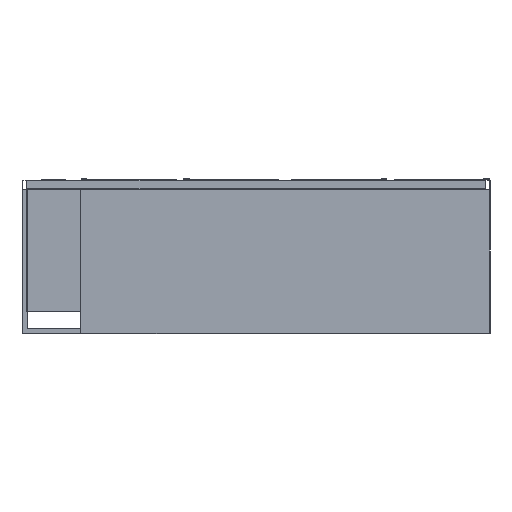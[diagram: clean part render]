
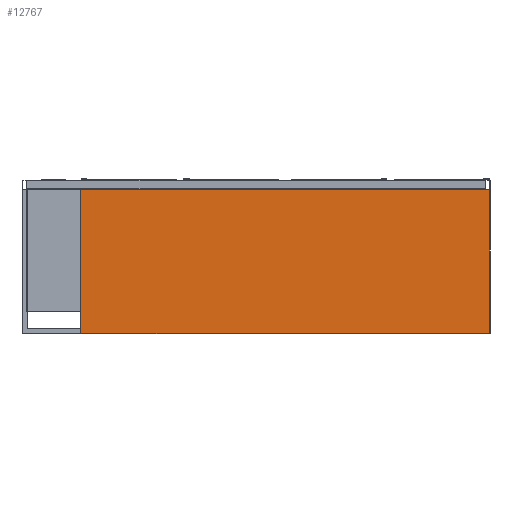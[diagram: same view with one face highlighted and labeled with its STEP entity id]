
A CAD part, front view. The second image highlights one B-rep face of the part: STEP entity #12767.
In plain terms, the highlighted planar face has unit normal (0, -1, 0).
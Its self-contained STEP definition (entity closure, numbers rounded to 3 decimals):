
#1991 = LINE ( 'NONE', #25050, #22579 ) ;
#3049 = CARTESIAN_POINT ( 'NONE',  ( -878., -325., -660. ) ) ;
#3964 = VERTEX_POINT ( 'NONE', #31193 ) ;
#4859 = LINE ( 'NONE', #36950, #13715 ) ;
#6601 = CARTESIAN_POINT ( 'NONE',  ( -880., -325., -660. ) ) ;
#6783 = FACE_OUTER_BOUND ( 'NONE', #34485, .T. ) ;
#7356 = EDGE_CURVE ( 'NONE', #18693, #3964, #19696, .T. ) ;
#8370 = LINE ( 'NONE', #8553, #30686 ) ;
#8553 = CARTESIAN_POINT ( 'NONE',  ( 878., -325., -660. ) ) ;
#9532 = EDGE_CURVE ( 'NONE', #12171, #18693, #4859, .T. ) ;
#10011 = PLANE ( 'NONE',  #13635 ) ;
#10872 = DIRECTION ( 'NONE',  ( 1., 0., 0. ) ) ;
#12171 = VERTEX_POINT ( 'NONE', #36754 ) ;
#12767 = ADVANCED_FACE ( 'Fl�che8', ( #6783 ), #10011, .T. ) ;
#13635 = AXIS2_PLACEMENT_3D ( 'NONE', #6601, #35528, #15727 ) ;
#13715 = VECTOR ( 'NONE', #36595, 1000. ) ;
#15236 = ORIENTED_EDGE ( 'NONE', *, *, #7356, .T. ) ;
#15727 = DIRECTION ( 'NONE',  ( 0., 0., -1. ) ) ;
#15972 = EDGE_CURVE ( 'NONE', #16470, #12171, #8370, .T. ) ;
#16470 = VERTEX_POINT ( 'NONE', #25724 ) ;
#18693 = VERTEX_POINT ( 'NONE', #21475 ) ;
#19696 = LINE ( 'NONE', #3049, #34686 ) ;
#20060 = DIRECTION ( 'NONE',  ( 0., 0., -1. ) ) ;
#21475 = CARTESIAN_POINT ( 'NONE',  ( -878., -325., -42. ) ) ;
#22579 = VECTOR ( 'NONE', #10872, 1000. ) ;
#24529 = ORIENTED_EDGE ( 'NONE', *, *, #15972, .T. ) ;
#25050 = CARTESIAN_POINT ( 'NONE',  ( -880., -325., -658. ) ) ;
#25086 = ORIENTED_EDGE ( 'NONE', *, *, #9532, .T. ) ;
#25724 = CARTESIAN_POINT ( 'NONE',  ( 878., -325., -658. ) ) ;
#26592 = ORIENTED_EDGE ( 'NONE', *, *, #34902, .T. ) ;
#30686 = VECTOR ( 'NONE', #31623, 1000. ) ;
#31193 = CARTESIAN_POINT ( 'NONE',  ( -878., -325., -658. ) ) ;
#31623 = DIRECTION ( 'NONE',  ( 0., 0., 1. ) ) ;
#34485 = EDGE_LOOP ( 'NONE', ( #25086, #15236, #26592, #24529 ) ) ;
#34686 = VECTOR ( 'NONE', #20060, 1000. ) ;
#34902 = EDGE_CURVE ( 'NONE', #3964, #16470, #1991, .T. ) ;
#35528 = DIRECTION ( 'NONE',  ( 0., -1., 0. ) ) ;
#36595 = DIRECTION ( 'NONE',  ( -1., 0., 0. ) ) ;
#36754 = CARTESIAN_POINT ( 'NONE',  ( 878., -325., -42. ) ) ;
#36950 = CARTESIAN_POINT ( 'NONE',  ( -880., -325., -42. ) ) ;
